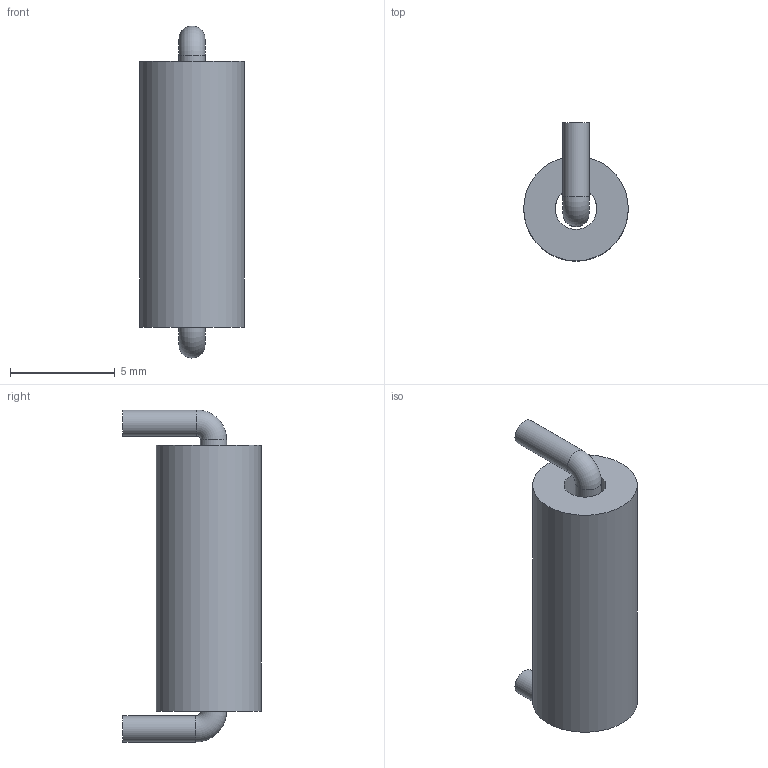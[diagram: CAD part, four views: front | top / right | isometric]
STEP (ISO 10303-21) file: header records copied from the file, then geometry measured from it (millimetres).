
FILE_DESCRIPTION(('FreeCAD Model'),'2;1');
FILE_NAME('ferrite bead_L2.step', '2020-11-16T14:13:58',('Author'),(''), 'Open CASCADE STEP processor 7.3','FreeCAD','Unknown');
FILE_SCHEMA(('AUTOMOTIVE_DESIGN { 1 0 10303 214 1 1 1 1 }'));
Length unit declared in the file: millimetre
Products named in the file (3): Sweep; Body001; Sketch001
Bounding box: 5 x 6.6 x 15.87 mm (x, y, z)
Volume: 237.2 mm3; surface area: 403.4 mm2
Topology: 2 solids, 2 shells, 11 faces, 22 edges, 20 vertices
Faces by surface type: cylinder 5, plane 4, torus 2
Full cylindrical faces by diameter (mm): 1.25 x3, 2 x1, 5 x1
Entity records: 354 total; most frequent: DIRECTION 60, CARTESIAN_POINT 54, ORIENTED_EDGE 34, AXIS2_PLACEMENT_3D 26, EDGE_CURVE 17, CIRCLE 14, FACE_BOUND 13, EDGE_LOOP 13
